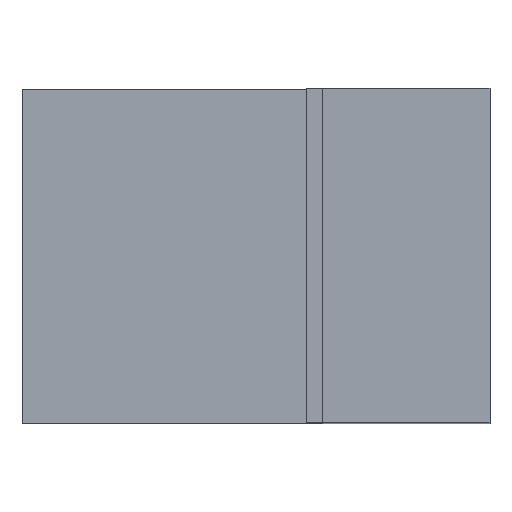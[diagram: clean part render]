
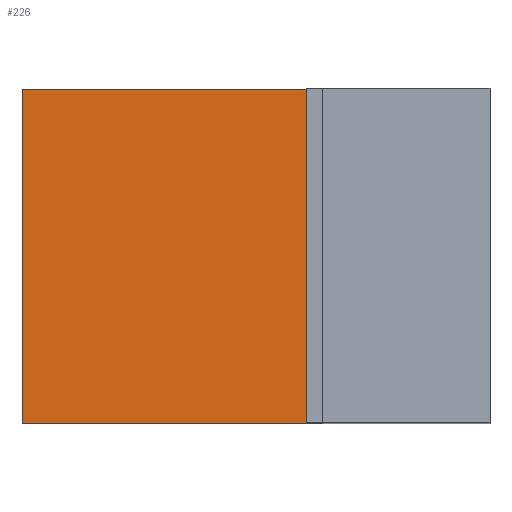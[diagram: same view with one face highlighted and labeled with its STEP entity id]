
A CAD part, top view. The second image highlights one B-rep face of the part: STEP entity #226.
In plain terms, the highlighted planar face has unit normal (0, 0, 1).
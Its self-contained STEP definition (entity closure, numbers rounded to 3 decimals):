
#5 = FACE_OUTER_BOUND ( 'NONE', #308, .T. ) ;
#8 = DIRECTION ( 'NONE',  ( -1., 0., 0. ) ) ;
#9 = VERTEX_POINT ( 'NONE', #313 ) ;
#12 = VECTOR ( 'NONE', #75, 1000. ) ;
#56 = DIRECTION ( 'NONE',  ( 0., -1., 0. ) ) ;
#72 = PLANE ( 'NONE',  #447 ) ;
#75 = DIRECTION ( 'NONE',  ( 1., 0., 0. ) ) ;
#91 = CARTESIAN_POINT ( 'NONE',  ( -14., 0., -17.9 ) ) ;
#94 = LINE ( 'NONE', #415, #304 ) ;
#97 = VECTOR ( 'NONE', #325, 1000. ) ;
#139 = EDGE_CURVE ( 'NONE', #453, #411, #168, .T. ) ;
#143 = DIRECTION ( 'NONE',  ( 0., 0., -1. ) ) ;
#154 = CARTESIAN_POINT ( 'NONE',  ( -5., 10., -17.9 ) ) ;
#158 = ORIENTED_EDGE ( 'NONE', *, *, #160, .T. ) ;
#160 = EDGE_CURVE ( 'NONE', #411, #9, #300, .T. ) ;
#168 = LINE ( 'NONE', #462, #97 ) ;
#226 = ADVANCED_FACE ( 'NONE', ( #5 ), #72, .F. ) ;
#227 = CARTESIAN_POINT ( 'NONE',  ( -14., 10., -17.9 ) ) ;
#233 = EDGE_CURVE ( 'NONE', #453, #364, #292, .T. ) ;
#259 = VECTOR ( 'NONE', #337, 1000. ) ;
#292 = LINE ( 'NONE', #227, #259 ) ;
#300 = LINE ( 'NONE', #372, #12 ) ;
#304 = VECTOR ( 'NONE', #56, 1000. ) ;
#308 = EDGE_LOOP ( 'NONE', ( #158, #376, #419, #330 ) ) ;
#313 = CARTESIAN_POINT ( 'NONE',  ( -5., 0., -17.9 ) ) ;
#319 = EDGE_CURVE ( 'NONE', #364, #9, #94, .T. ) ;
#325 = DIRECTION ( 'NONE',  ( 0., -1., 0. ) ) ;
#330 = ORIENTED_EDGE ( 'NONE', *, *, #139, .T. ) ;
#337 = DIRECTION ( 'NONE',  ( 1., 0., 0. ) ) ;
#364 = VERTEX_POINT ( 'NONE', #154 ) ;
#368 = CARTESIAN_POINT ( 'NONE',  ( -14., 10., -17.9 ) ) ;
#372 = CARTESIAN_POINT ( 'NONE',  ( -14., 0., -17.9 ) ) ;
#376 = ORIENTED_EDGE ( 'NONE', *, *, #319, .F. ) ;
#411 = VERTEX_POINT ( 'NONE', #91 ) ;
#415 = CARTESIAN_POINT ( 'NONE',  ( -5., 10., -17.9 ) ) ;
#419 = ORIENTED_EDGE ( 'NONE', *, *, #233, .F. ) ;
#447 = AXIS2_PLACEMENT_3D ( 'NONE', #368, #143, #8 ) ;
#453 = VERTEX_POINT ( 'NONE', #458 ) ;
#458 = CARTESIAN_POINT ( 'NONE',  ( -14., 10., -17.9 ) ) ;
#462 = CARTESIAN_POINT ( 'NONE',  ( -14., 10., -17.9 ) ) ;
